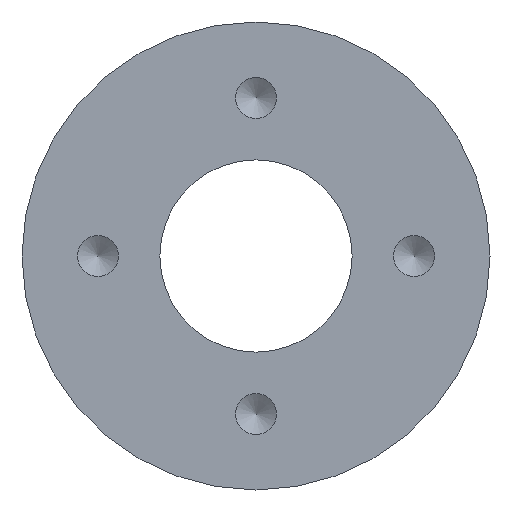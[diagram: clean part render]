
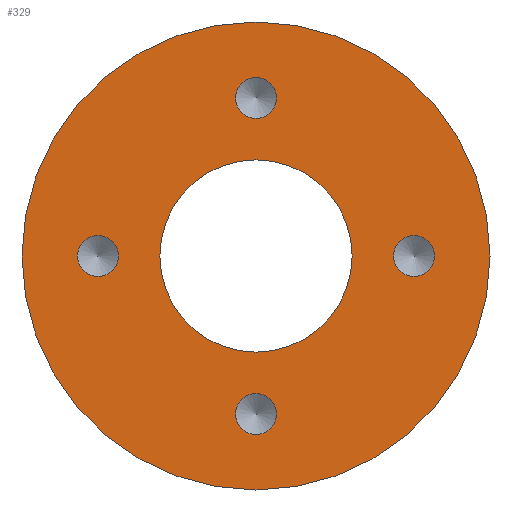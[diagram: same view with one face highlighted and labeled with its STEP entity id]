
A CAD part, front view. The second image highlights one B-rep face of the part: STEP entity #329.
In plain terms, the highlighted planar face has unit normal (0, -1, 0).
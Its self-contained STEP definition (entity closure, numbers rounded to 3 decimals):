
#22=FACE_BOUND('',#102,.T.);
#23=FACE_BOUND('',#103,.T.);
#24=FACE_BOUND('',#104,.T.);
#25=FACE_BOUND('',#105,.T.);
#26=FACE_BOUND('',#106,.T.);
#30=PLANE('',#394);
#80=FACE_OUTER_BOUND('',#101,.T.);
#101=EDGE_LOOP('',(#300));
#102=EDGE_LOOP('',(#301,#302));
#103=EDGE_LOOP('',(#303,#304));
#104=EDGE_LOOP('',(#305,#306));
#105=EDGE_LOOP('',(#307,#308));
#106=EDGE_LOOP('',(#309));
#116=CIRCLE('',#358,1.621);
#117=CIRCLE('',#359,1.621);
#120=CIRCLE('',#364,1.621);
#121=CIRCLE('',#365,1.621);
#124=CIRCLE('',#370,1.621);
#125=CIRCLE('',#371,1.621);
#128=CIRCLE('',#376,1.621);
#129=CIRCLE('',#377,1.621);
#135=CIRCLE('',#385,7.6);
#139=CIRCLE('',#393,18.5);
#149=VERTEX_POINT('',#537);
#150=VERTEX_POINT('',#538);
#154=VERTEX_POINT('',#550);
#155=VERTEX_POINT('',#551);
#159=VERTEX_POINT('',#563);
#160=VERTEX_POINT('',#564);
#164=VERTEX_POINT('',#576);
#165=VERTEX_POINT('',#577);
#170=VERTEX_POINT('',#592);
#174=VERTEX_POINT('',#606);
#186=EDGE_CURVE('',#149,#150,#116,.T.);
#187=EDGE_CURVE('',#150,#149,#117,.T.);
#192=EDGE_CURVE('',#154,#155,#120,.T.);
#193=EDGE_CURVE('',#155,#154,#121,.T.);
#198=EDGE_CURVE('',#159,#160,#124,.T.);
#199=EDGE_CURVE('',#160,#159,#125,.T.);
#204=EDGE_CURVE('',#164,#165,#128,.T.);
#205=EDGE_CURVE('',#165,#164,#129,.T.);
#213=EDGE_CURVE('',#170,#170,#135,.T.);
#219=EDGE_CURVE('',#174,#174,#139,.T.);
#300=ORIENTED_EDGE('',*,*,#219,.T.);
#301=ORIENTED_EDGE('',*,*,#186,.T.);
#302=ORIENTED_EDGE('',*,*,#187,.T.);
#303=ORIENTED_EDGE('',*,*,#192,.T.);
#304=ORIENTED_EDGE('',*,*,#193,.T.);
#305=ORIENTED_EDGE('',*,*,#198,.T.);
#306=ORIENTED_EDGE('',*,*,#199,.T.);
#307=ORIENTED_EDGE('',*,*,#204,.T.);
#308=ORIENTED_EDGE('',*,*,#205,.T.);
#309=ORIENTED_EDGE('',*,*,#213,.T.);
#329=ADVANCED_FACE('',(#80,#22,#23,#24,#25,#26),#30,.F.);
#358=AXIS2_PLACEMENT_3D('',#539,#427,#428);
#359=AXIS2_PLACEMENT_3D('',#540,#429,#430);
#364=AXIS2_PLACEMENT_3D('',#552,#441,#442);
#365=AXIS2_PLACEMENT_3D('',#553,#443,#444);
#370=AXIS2_PLACEMENT_3D('',#565,#455,#456);
#371=AXIS2_PLACEMENT_3D('',#566,#457,#458);
#376=AXIS2_PLACEMENT_3D('',#578,#469,#470);
#377=AXIS2_PLACEMENT_3D('',#579,#471,#472);
#385=AXIS2_PLACEMENT_3D('',#594,#489,#490);
#393=AXIS2_PLACEMENT_3D('',#608,#507,#508);
#394=AXIS2_PLACEMENT_3D('',#609,#509,#510);
#427=DIRECTION('center_axis',(0.,1.,0.));
#428=DIRECTION('ref_axis',(1.,0.,0.));
#429=DIRECTION('center_axis',(0.,1.,0.));
#430=DIRECTION('ref_axis',(1.,0.,0.));
#441=DIRECTION('center_axis',(0.,1.,0.));
#442=DIRECTION('ref_axis',(1.,0.,0.));
#443=DIRECTION('center_axis',(0.,1.,0.));
#444=DIRECTION('ref_axis',(1.,0.,0.));
#455=DIRECTION('center_axis',(0.,1.,0.));
#456=DIRECTION('ref_axis',(1.,0.,0.));
#457=DIRECTION('center_axis',(0.,1.,0.));
#458=DIRECTION('ref_axis',(1.,0.,0.));
#469=DIRECTION('center_axis',(0.,1.,0.));
#470=DIRECTION('ref_axis',(1.,0.,0.));
#471=DIRECTION('center_axis',(0.,1.,0.));
#472=DIRECTION('ref_axis',(1.,0.,0.));
#489=DIRECTION('center_axis',(0.,1.,0.));
#490=DIRECTION('ref_axis',(-1.,0.,0.));
#507=DIRECTION('center_axis',(0.,-1.,0.));
#508=DIRECTION('ref_axis',(1.,0.,0.));
#509=DIRECTION('center_axis',(0.,1.,0.));
#510=DIRECTION('ref_axis',(0.,0.,1.));
#537=CARTESIAN_POINT('',(1.621,0.,-12.5));
#538=CARTESIAN_POINT('',(-1.621,0.,-12.5));
#539=CARTESIAN_POINT('Origin',(0.,0.,-12.5));
#540=CARTESIAN_POINT('Origin',(0.,0.,-12.5));
#550=CARTESIAN_POINT('',(1.621,0.,12.5));
#551=CARTESIAN_POINT('',(-1.621,0.,12.5));
#552=CARTESIAN_POINT('Origin',(0.,0.,12.5));
#553=CARTESIAN_POINT('Origin',(0.,0.,12.5));
#563=CARTESIAN_POINT('',(14.121,0.,0.));
#564=CARTESIAN_POINT('',(10.879,0.,0.));
#565=CARTESIAN_POINT('Origin',(12.5,0.,0.));
#566=CARTESIAN_POINT('Origin',(12.5,0.,0.));
#576=CARTESIAN_POINT('',(-10.879,0.,0.));
#577=CARTESIAN_POINT('',(-14.121,0.,0.));
#578=CARTESIAN_POINT('Origin',(-12.5,0.,0.));
#579=CARTESIAN_POINT('Origin',(-12.5,0.,0.));
#592=CARTESIAN_POINT('',(7.6,0.,0.));
#594=CARTESIAN_POINT('Origin',(0.,0.,0.));
#606=CARTESIAN_POINT('',(-18.5,0.,0.));
#608=CARTESIAN_POINT('Origin',(0.,0.,0.));
#609=CARTESIAN_POINT('Origin',(0.,0.,0.));
